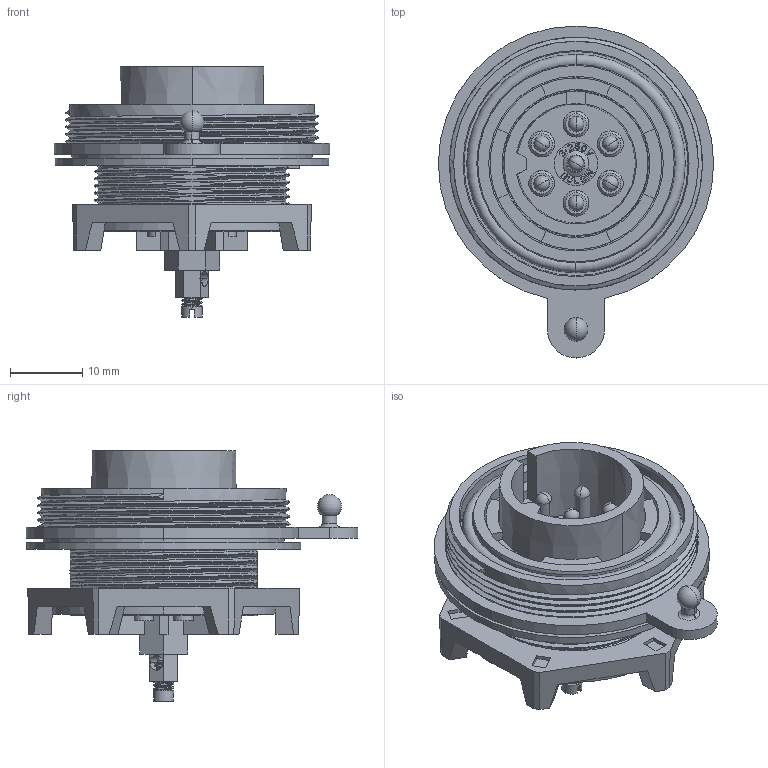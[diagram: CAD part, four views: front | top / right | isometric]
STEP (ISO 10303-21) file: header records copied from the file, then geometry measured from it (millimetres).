
FILE_DESCRIPTION(('STEP AP242'),'1');
FILE_NAME('px0744-07p.stp','2024-05-08T00:37:04',('TraceParts'),('TraceParts S.A.'),'Spatial InterOp 3D',' ',' ');
FILE_SCHEMA(('AP242_MANAGED_MODEL_BASED_3D_ENGINEERING_MIM_LF {1 0 10303 442 1 1 4}'));
Length unit declared in the file: millimetre
Products named in the file (1): px0744-07p
Bounding box: 38.1 x 45.94 x 34.63 mm (x, y, z)
Volume: 11925.2 mm3; surface area: 13470.8 mm2
Topology: 1 solids, 1 shells, 1385 faces, 3817 edges, 2471 vertices
Faces by surface type: plane 810, cylinder 277, bspline 204, cone 56, sphere 30, torus 8
Entity records: 59756 total; most frequent: CARTESIAN_POINT 26550, ORIENTED_EDGE 7546, DIRECTION 5804, EDGE_CURVE 3773, VERTEX_POINT 2471, LINE 2388, VECTOR 2388, AXIS2_PLACEMENT_3D 1708
